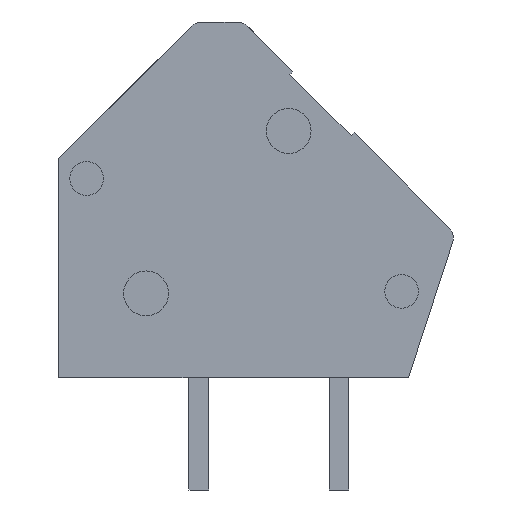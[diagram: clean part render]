
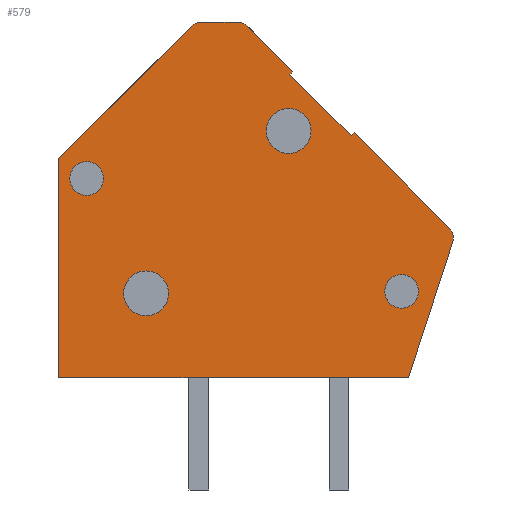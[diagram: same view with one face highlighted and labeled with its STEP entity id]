
A CAD part, left-side view. The second image highlights one B-rep face of the part: STEP entity #579.
In plain terms, the highlighted planar face has unit normal (-1, 0, 0).
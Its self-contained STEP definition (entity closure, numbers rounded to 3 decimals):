
#32 = VERTEX_POINT('',#33);
#33 = CARTESIAN_POINT('',(-1.9,-9.078,4.843)
  );
#39 = EDGE_CURVE('',#40,#32,#42,.T.);
#40 = VERTEX_POINT('',#41);
#41 = CARTESIAN_POINT('',(-1.9,-7.504,
    0.));
#42 = LINE('',#43,#44);
#43 = CARTESIAN_POINT('',(-1.9,-7.504,
    0.));
#44 = VECTOR('',#45,1.);
#45 = DIRECTION('',(0.,-0.309,0.951)
  );
#71 = VERTEX_POINT('',#72);
#72 = CARTESIAN_POINT('',(-1.9,-8.956,5.351)
  );
#78 = EDGE_CURVE('',#32,#71,#79,.T.);
#79 = CIRCLE('',#80,0.5);
#80 = AXIS2_PLACEMENT_3D('',#81,#82,#83);
#81 = CARTESIAN_POINT('',(-1.9,-8.602,4.997)
  );
#82 = DIRECTION('',(-1.,0.,0.));
#83 = DIRECTION('',(0.,-1.,0.));
#171 = EDGE_CURVE('',#172,#40,#174,.T.);
#172 = VERTEX_POINT('',#173);
#173 = CARTESIAN_POINT('',(-1.9,4.983,
    0.));
#174 = LINE('',#175,#176);
#175 = CARTESIAN_POINT('',(-1.9,4.983,
    0.));
#176 = VECTOR('',#177,1.);
#177 = DIRECTION('',(0.,-1.,0.));
#204 = VERTEX_POINT('',#205);
#205 = CARTESIAN_POINT('',(-1.9,4.983,7.821)
  );
#211 = EDGE_CURVE('',#212,#204,#214,.T.);
#212 = VERTEX_POINT('',#213);
#213 = CARTESIAN_POINT('',(-1.9,0.244,12.56
    ));
#214 = LINE('',#215,#216);
#215 = CARTESIAN_POINT('',(-1.9,0.244,12.56
    ));
#216 = VECTOR('',#217,1.);
#217 = DIRECTION('',(0.,0.707,-0.707)
  );
#278 = VERTEX_POINT('',#279);
#279 = CARTESIAN_POINT('',(-1.9,-3.368,
    10.939));
#285 = EDGE_CURVE('',#286,#278,#288,.T.);
#286 = VERTEX_POINT('',#287);
#287 = CARTESIAN_POINT('',(-1.9,-3.262,
    10.833));
#288 = LINE('',#289,#290);
#289 = CARTESIAN_POINT('',(-1.9,-3.262,
    10.833));
#290 = VECTOR('',#291,1.);
#291 = DIRECTION('',(0.,-0.707,0.707)
  );
#363 = EDGE_CURVE('',#364,#286,#366,.T.);
#364 = VERTEX_POINT('',#365);
#365 = CARTESIAN_POINT('',(-1.9,-5.454,8.641
    ));
#366 = LINE('',#367,#368);
#367 = CARTESIAN_POINT('',(-1.9,-5.454,8.641
    ));
#368 = VECTOR('',#369,1.);
#369 = DIRECTION('',(0.,0.707,0.707));
#464 = VERTEX_POINT('',#465);
#465 = CARTESIAN_POINT('',(-1.9,-5.56,8.747
    ));
#471 = EDGE_CURVE('',#71,#464,#472,.T.);
#472 = LINE('',#473,#474);
#473 = CARTESIAN_POINT('',(-1.9,-8.956,5.351
    ));
#474 = VECTOR('',#475,1.);
#475 = DIRECTION('',(0.,0.707,0.707));
#498 = VERTEX_POINT('',#499);
#499 = CARTESIAN_POINT('',(-1.9,-1.393,12.707
    ));
#505 = EDGE_CURVE('',#506,#498,#508,.T.);
#506 = VERTEX_POINT('',#507);
#507 = CARTESIAN_POINT('',(-1.9,-1.746,
    12.56));
#508 = CIRCLE('',#509,0.5);
#509 = AXIS2_PLACEMENT_3D('',#510,#511,#512);
#510 = CARTESIAN_POINT('',(-1.9,-1.393,12.207
    ));
#511 = DIRECTION('',(-1.,0.,0.));
#512 = DIRECTION('',(0.,-1.,0.));
#537 = VERTEX_POINT('',#538);
#538 = CARTESIAN_POINT('',(-1.9,-0.11,
    12.707));
#544 = EDGE_CURVE('',#498,#537,#545,.T.);
#545 = LINE('',#546,#547);
#546 = CARTESIAN_POINT('',(-1.9,-1.393,12.707
    ));
#547 = VECTOR('',#548,1.);
#548 = DIRECTION('',(0.,1.,0.));
#567 = EDGE_CURVE('',#537,#212,#568,.T.);
#568 = CIRCLE('',#569,0.5);
#569 = AXIS2_PLACEMENT_3D('',#570,#571,#572);
#570 = CARTESIAN_POINT('',(-1.9,-0.11,
    12.207));
#571 = DIRECTION('',(-1.,0.,0.));
#572 = DIRECTION('',(0.,-1.,0.));
#579 = ADVANCED_FACE('',(#580,#610,#621,#632,#643),#654,.T.);
#580 = FACE_BOUND('',#581,.T.);
#581 = EDGE_LOOP('',(#582,#588,#589,#590,#596,#597,#598,#599,#600,#606,
    #607,#608,#609));
#582 = ORIENTED_EDGE('',*,*,#583,.T.);
#583 = EDGE_CURVE('',#464,#364,#584,.T.);
#584 = LINE('',#585,#586);
#585 = CARTESIAN_POINT('',(-1.9,-5.56,8.747
    ));
#586 = VECTOR('',#587,1.);
#587 = DIRECTION('',(0.,0.707,-0.707)
  );
#588 = ORIENTED_EDGE('',*,*,#363,.T.);
#589 = ORIENTED_EDGE('',*,*,#285,.T.);
#590 = ORIENTED_EDGE('',*,*,#591,.T.);
#591 = EDGE_CURVE('',#278,#506,#592,.T.);
#592 = LINE('',#593,#594);
#593 = CARTESIAN_POINT('',(-1.9,-3.368,
    10.939));
#594 = VECTOR('',#595,1.);
#595 = DIRECTION('',(0.,0.707,0.707));
#596 = ORIENTED_EDGE('',*,*,#505,.T.);
#597 = ORIENTED_EDGE('',*,*,#544,.T.);
#598 = ORIENTED_EDGE('',*,*,#567,.T.);
#599 = ORIENTED_EDGE('',*,*,#211,.T.);
#600 = ORIENTED_EDGE('',*,*,#601,.T.);
#601 = EDGE_CURVE('',#204,#172,#602,.T.);
#602 = LINE('',#603,#604);
#603 = CARTESIAN_POINT('',(-1.9,4.983,7.821)
  );
#604 = VECTOR('',#605,1.);
#605 = DIRECTION('',(0.,0.,-1.));
#606 = ORIENTED_EDGE('',*,*,#171,.T.);
#607 = ORIENTED_EDGE('',*,*,#39,.T.);
#608 = ORIENTED_EDGE('',*,*,#78,.T.);
#609 = ORIENTED_EDGE('',*,*,#471,.T.);
#610 = FACE_BOUND('',#611,.T.);
#611 = EDGE_LOOP('',(#612));
#612 = ORIENTED_EDGE('',*,*,#613,.F.);
#613 = EDGE_CURVE('',#614,#614,#616,.T.);
#614 = VERTEX_POINT('',#615);
#615 = CARTESIAN_POINT('',(-1.9,-7.857,3.09
    ));
#616 = CIRCLE('',#617,0.6);
#617 = AXIS2_PLACEMENT_3D('',#618,#619,#620);
#618 = CARTESIAN_POINT('',(-1.9,-7.257,3.09
    ));
#619 = DIRECTION('',(-1.,0.,0.));
#620 = DIRECTION('',(0.,-1.,0.));
#621 = FACE_BOUND('',#622,.T.);
#622 = EDGE_LOOP('',(#623));
#623 = ORIENTED_EDGE('',*,*,#624,.F.);
#624 = EDGE_CURVE('',#625,#625,#627,.T.);
#625 = VERTEX_POINT('',#626);
#626 = CARTESIAN_POINT('',(-1.9,1.065,3.019)
  );
#627 = CIRCLE('',#628,0.8);
#628 = AXIS2_PLACEMENT_3D('',#629,#630,#631);
#629 = CARTESIAN_POINT('',(-1.9,1.865,3.019)
  );
#630 = DIRECTION('',(-1.,0.,0.));
#631 = DIRECTION('',(0.,-1.,0.));
#632 = FACE_BOUND('',#633,.T.);
#633 = EDGE_LOOP('',(#634));
#634 = ORIENTED_EDGE('',*,*,#635,.F.);
#635 = EDGE_CURVE('',#636,#636,#638,.T.);
#636 = VERTEX_POINT('',#637);
#637 = CARTESIAN_POINT('',(-1.9,3.386,7.121)
  );
#638 = CIRCLE('',#639,0.6);
#639 = AXIS2_PLACEMENT_3D('',#640,#641,#642);
#640 = CARTESIAN_POINT('',(-1.9,3.986,7.121)
  );
#641 = DIRECTION('',(-1.,0.,0.));
#642 = DIRECTION('',(0.,-1.,0.));
#643 = FACE_BOUND('',#644,.T.);
#644 = EDGE_LOOP('',(#645));
#645 = ORIENTED_EDGE('',*,*,#646,.F.);
#646 = EDGE_CURVE('',#647,#647,#649,.T.);
#647 = VERTEX_POINT('',#648);
#648 = CARTESIAN_POINT('',(-1.9,-4.026,8.818
    ));
#649 = CIRCLE('',#650,0.8);
#650 = AXIS2_PLACEMENT_3D('',#651,#652,#653);
#651 = CARTESIAN_POINT('',(-1.9,-3.226,8.818
    ));
#652 = DIRECTION('',(-1.,0.,0.));
#653 = DIRECTION('',(0.,-1.,0.));
#654 = PLANE('',#655);
#655 = AXIS2_PLACEMENT_3D('',#656,#657,#658);
#656 = CARTESIAN_POINT('',(-1.9,-8.602,4.997
    ));
#657 = DIRECTION('',(-1.,0.,0.));
#658 = DIRECTION('',(0.,-1.,0.));
